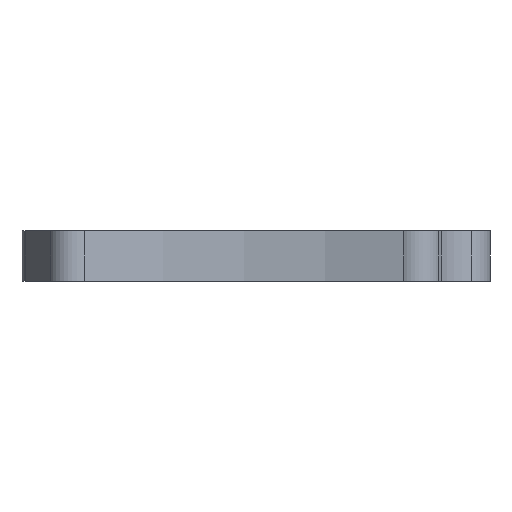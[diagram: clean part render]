
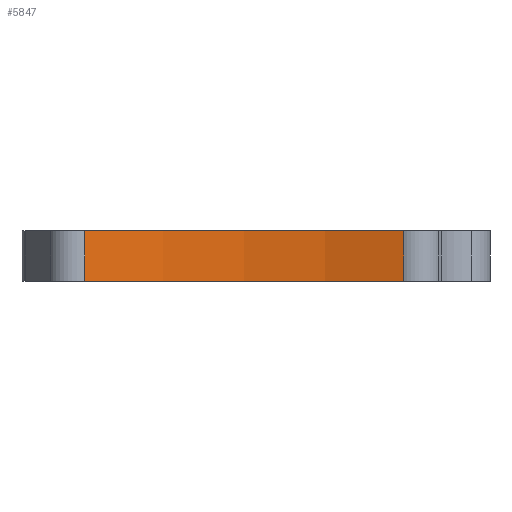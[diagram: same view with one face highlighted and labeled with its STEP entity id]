
A CAD part, front view. The second image highlights one B-rep face of the part: STEP entity #5847.
In plain terms, the highlighted cylindrical face has radius 80 mm (diameter 160 mm), a partial arc.
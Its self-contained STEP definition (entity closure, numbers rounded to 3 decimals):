
#132 = DIRECTION ( 'NONE',  ( 1., 0., 0. ) ) ;
#236 = AXIS2_PLACEMENT_3D ( 'NONE', #1612, #619, #4488 ) ;
#249 = DIRECTION ( 'NONE',  ( 0., 0., -1. ) ) ;
#353 = EDGE_CURVE ( 'NONE', #3197, #3116, #2238, .T. ) ;
#384 = EDGE_CURVE ( 'NONE', #3197, #5016, #4820, .T. ) ;
#586 = VERTEX_POINT ( 'NONE', #791 ) ;
#588 = LINE ( 'NONE', #2537, #2094 ) ;
#619 = DIRECTION ( 'NONE',  ( 0., 0., -1. ) ) ;
#744 = ORIENTED_EDGE ( 'NONE', *, *, #353, .T. ) ;
#791 = CARTESIAN_POINT ( 'NONE',  ( -25.445, -23.928, 0. ) ) ;
#961 = AXIS2_PLACEMENT_3D ( 'NONE', #3308, #3744, #3805 ) ;
#1005 = CARTESIAN_POINT ( 'NONE',  ( -25.445, -23.928, 8. ) ) ;
#1146 = CARTESIAN_POINT ( 'NONE',  ( 25.245, -23.928, 8. ) ) ;
#1612 = CARTESIAN_POINT ( 'NONE',  ( -0.1, -99.807, 8. ) ) ;
#2094 = VECTOR ( 'NONE', #3055, 1000. ) ;
#2120 = AXIS2_PLACEMENT_3D ( 'NONE', #5932, #4506, #132 ) ;
#2128 = EDGE_CURVE ( 'NONE', #5016, #586, #5983, .T. ) ;
#2145 = CARTESIAN_POINT ( 'NONE',  ( 25.245, -23.928, 8. ) ) ;
#2238 = CIRCLE ( 'NONE', #2120, 80. ) ;
#2537 = CARTESIAN_POINT ( 'NONE',  ( -25.445, -23.928, 8. ) ) ;
#3025 = CYLINDRICAL_SURFACE ( 'NONE', #236, 80. ) ;
#3055 = DIRECTION ( 'NONE',  ( 0., 0., -1. ) ) ;
#3116 = VERTEX_POINT ( 'NONE', #1005 ) ;
#3197 = VERTEX_POINT ( 'NONE', #1146 ) ;
#3308 = CARTESIAN_POINT ( 'NONE',  ( -0.1, -99.807, 0. ) ) ;
#3324 = FACE_OUTER_BOUND ( 'NONE', #5374, .T. ) ;
#3518 = ORIENTED_EDGE ( 'NONE', *, *, #2128, .F. ) ;
#3744 = DIRECTION ( 'NONE',  ( 0., 0., 1. ) ) ;
#3805 = DIRECTION ( 'NONE',  ( 1., 0., 0. ) ) ;
#4229 = VECTOR ( 'NONE', #249, 1000. ) ;
#4488 = DIRECTION ( 'NONE',  ( -1., 0., 0. ) ) ;
#4506 = DIRECTION ( 'NONE',  ( 0., 0., 1. ) ) ;
#4558 = CARTESIAN_POINT ( 'NONE',  ( 25.245, -23.928, 0. ) ) ;
#4804 = ORIENTED_EDGE ( 'NONE', *, *, #384, .F. ) ;
#4820 = LINE ( 'NONE', #2145, #4229 ) ;
#5016 = VERTEX_POINT ( 'NONE', #4558 ) ;
#5374 = EDGE_LOOP ( 'NONE', ( #3518, #4804, #744, #5855 ) ) ;
#5847 = ADVANCED_FACE ( 'NONE', ( #3324 ), #3025, .F. ) ;
#5855 = ORIENTED_EDGE ( 'NONE', *, *, #5870, .T. ) ;
#5870 = EDGE_CURVE ( 'NONE', #3116, #586, #588, .T. ) ;
#5932 = CARTESIAN_POINT ( 'NONE',  ( -0.1, -99.807, 8. ) ) ;
#5983 = CIRCLE ( 'NONE', #961, 80. ) ;
